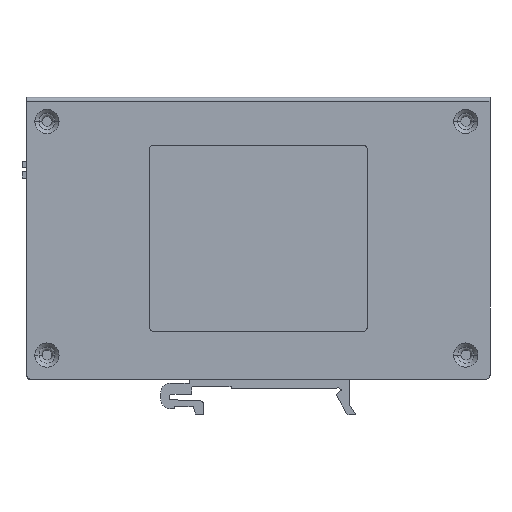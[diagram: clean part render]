
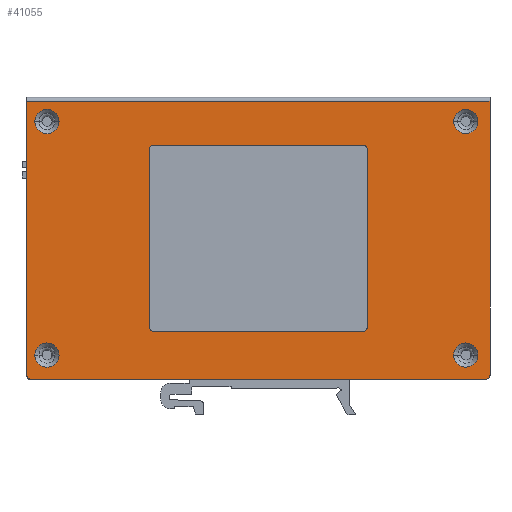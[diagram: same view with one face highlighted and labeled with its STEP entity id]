
A CAD part, left-side view. The second image highlights one B-rep face of the part: STEP entity #41055.
In plain terms, the highlighted planar face has unit normal (-1, 0, 0).
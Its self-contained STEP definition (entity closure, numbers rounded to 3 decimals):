
#39470=DIRECTION('',(0.,-1.,0.));
#39471=VECTOR('',#39470,113.);
#39472=CARTESIAN_POINT('',(-29.15,56.,-34.9));
#39473=LINE('',#39472,#39471);
#39474=CARTESIAN_POINT('',(-29.15,56.,-33.9));
#39475=DIRECTION('',(-1.,0.,0.));
#39476=DIRECTION('',(0.,1.,0.));
#39477=AXIS2_PLACEMENT_3D('',#39474,#39475,#39476);
#39479=DIRECTION('',(0.,0.,-1.));
#39480=VECTOR('',#39479,68.);
#39481=CARTESIAN_POINT('',(-29.15,57.,34.1));
#39482=LINE('',#39481,#39480);
#39483=DIRECTION('',(0.,0.,1.));
#39484=VECTOR('',#39483,68.);
#39485=CARTESIAN_POINT('',(-29.15,-58.,-33.9));
#39486=LINE('',#39485,#39484);
#39487=CARTESIAN_POINT('',(-29.15,-57.,-33.9));
#39488=DIRECTION('',(-1.,0.,0.));
#39489=DIRECTION('',(0.,0.,-1.));
#39490=AXIS2_PLACEMENT_3D('',#39487,#39488,#39489);
#39492=CARTESIAN_POINT('',(-29.15,52.,-28.9));
#39493=DIRECTION('',(1.,0.,0.));
#39494=DIRECTION('',(0.,1.,0.));
#39495=AXIS2_PLACEMENT_3D('',#39492,#39493,#39494);
#39497=CARTESIAN_POINT('',(-29.15,52.,-28.9));
#39498=DIRECTION('',(1.,0.,0.));
#39499=DIRECTION('',(0.,-1.,0.));
#39500=AXIS2_PLACEMENT_3D('',#39497,#39498,#39499);
#39502=CARTESIAN_POINT('',(-29.15,52.,29.1));
#39503=DIRECTION('',(1.,0.,0.));
#39504=DIRECTION('',(0.,1.,0.));
#39505=AXIS2_PLACEMENT_3D('',#39502,#39503,#39504);
#39507=CARTESIAN_POINT('',(-29.15,52.,29.1));
#39508=DIRECTION('',(1.,0.,0.));
#39509=DIRECTION('',(0.,-1.,0.));
#39510=AXIS2_PLACEMENT_3D('',#39507,#39508,#39509);
#39512=CARTESIAN_POINT('',(-29.15,-52.,29.1));
#39513=DIRECTION('',(1.,0.,0.));
#39514=DIRECTION('',(0.,1.,0.));
#39515=AXIS2_PLACEMENT_3D('',#39512,#39513,#39514);
#39517=CARTESIAN_POINT('',(-29.15,-52.,29.1));
#39518=DIRECTION('',(1.,0.,0.));
#39519=DIRECTION('',(0.,-1.,0.));
#39520=AXIS2_PLACEMENT_3D('',#39517,#39518,#39519);
#39522=CARTESIAN_POINT('',(-29.15,-52.,-28.9));
#39523=DIRECTION('',(1.,0.,0.));
#39524=DIRECTION('',(0.,1.,0.));
#39525=AXIS2_PLACEMENT_3D('',#39522,#39523,#39524);
#39527=CARTESIAN_POINT('',(-29.15,-52.,-28.9));
#39528=DIRECTION('',(1.,0.,0.));
#39529=DIRECTION('',(0.,-1.,0.));
#39530=AXIS2_PLACEMENT_3D('',#39527,#39528,#39529);
#39532=CARTESIAN_POINT('',(-29.15,-26.4,22.));
#39533=DIRECTION('',(1.,0.,0.));
#39534=DIRECTION('',(0.,0.,1.));
#39535=AXIS2_PLACEMENT_3D('',#39532,#39533,#39534);
#39537=DIRECTION('',(0.,-1.,0.));
#39538=VECTOR('',#39537,51.8);
#39539=CARTESIAN_POINT('',(-29.15,25.4,23.2));
#39540=LINE('',#39539,#39538);
#39541=CARTESIAN_POINT('',(-29.15,25.4,22.));
#39542=DIRECTION('',(1.,0.,0.));
#39543=DIRECTION('',(0.,1.,0.));
#39544=AXIS2_PLACEMENT_3D('',#39541,#39542,#39543);
#39546=DIRECTION('',(0.,0.,1.));
#39547=VECTOR('',#39546,43.8);
#39548=CARTESIAN_POINT('',(-29.15,26.6,-21.8));
#39549=LINE('',#39548,#39547);
#39550=CARTESIAN_POINT('',(-29.15,25.4,-21.8));
#39551=DIRECTION('',(1.,0.,0.));
#39552=DIRECTION('',(0.,0.,-1.));
#39553=AXIS2_PLACEMENT_3D('',#39550,#39551,#39552);
#39555=DIRECTION('',(0.,1.,0.));
#39556=VECTOR('',#39555,51.8);
#39557=CARTESIAN_POINT('',(-29.15,-26.4,-23.));
#39558=LINE('',#39557,#39556);
#39559=CARTESIAN_POINT('',(-29.15,-26.4,-21.8));
#39560=DIRECTION('',(1.,0.,0.));
#39561=DIRECTION('',(0.,-1.,0.));
#39562=AXIS2_PLACEMENT_3D('',#39559,#39560,#39561);
#39564=DIRECTION('',(0.,0.,-1.));
#39565=VECTOR('',#39564,43.8);
#39566=CARTESIAN_POINT('',(-29.15,-27.6,22.));
#39567=LINE('',#39566,#39565);
#39584=DIRECTION('',(0.,-1.,0.));
#39585=VECTOR('',#39584,115.);
#39586=CARTESIAN_POINT('',(-29.15,57.,34.1));
#39587=LINE('',#39586,#39585);
#40168=CARTESIAN_POINT('',(-29.15,-58.,34.1));
#40169=VERTEX_POINT('',#40168);
#40178=CARTESIAN_POINT('',(-29.15,56.,-34.9));
#40179=CARTESIAN_POINT('',(-29.15,-57.,-34.9));
#40180=VERTEX_POINT('',#40178);
#40181=VERTEX_POINT('',#40179);
#40182=CARTESIAN_POINT('',(-29.15,57.,34.1));
#40183=VERTEX_POINT('',#40182);
#40194=CARTESIAN_POINT('',(-29.15,55.,-28.9));
#40195=CARTESIAN_POINT('',(-29.15,49.,-28.9));
#40196=VERTEX_POINT('',#40194);
#40197=VERTEX_POINT('',#40195);
#40198=CARTESIAN_POINT('',(-29.15,-58.,-33.9));
#40199=VERTEX_POINT('',#40198);
#40200=CARTESIAN_POINT('',(-29.15,57.,-33.9));
#40201=VERTEX_POINT('',#40200);
#40218=CARTESIAN_POINT('',(-29.15,55.,29.1));
#40219=CARTESIAN_POINT('',(-29.15,49.,29.1));
#40220=VERTEX_POINT('',#40218);
#40221=VERTEX_POINT('',#40219);
#40240=CARTESIAN_POINT('',(-29.15,-49.,29.1));
#40241=CARTESIAN_POINT('',(-29.15,-55.,29.1));
#40242=VERTEX_POINT('',#40240);
#40243=VERTEX_POINT('',#40241);
#40256=CARTESIAN_POINT('',(-29.15,-49.,-28.9));
#40257=CARTESIAN_POINT('',(-29.15,-55.,-28.9));
#40258=VERTEX_POINT('',#40256);
#40259=VERTEX_POINT('',#40257);
#40278=CARTESIAN_POINT('',(-29.15,-26.4,23.2));
#40279=CARTESIAN_POINT('',(-29.15,-27.6,22.));
#40280=VERTEX_POINT('',#40278);
#40281=VERTEX_POINT('',#40279);
#40300=CARTESIAN_POINT('',(-29.15,-27.6,-21.8));
#40301=VERTEX_POINT('',#40300);
#40302=CARTESIAN_POINT('',(-29.15,25.4,23.2));
#40303=VERTEX_POINT('',#40302);
#40328=CARTESIAN_POINT('',(-29.15,-26.4,-23.));
#40329=VERTEX_POINT('',#40328);
#40330=CARTESIAN_POINT('',(-29.15,26.6,22.));
#40331=VERTEX_POINT('',#40330);
#40356=CARTESIAN_POINT('',(-29.15,25.4,-23.));
#40357=VERTEX_POINT('',#40356);
#40360=CARTESIAN_POINT('',(-29.15,26.6,-21.8));
#40361=VERTEX_POINT('',#40360);
#40996=CARTESIAN_POINT('',(-29.15,-58.,34.1));
#40997=DIRECTION('',(1.,0.,0.));
#40998=DIRECTION('',(0.,-1.,0.));
#40999=AXIS2_PLACEMENT_3D('',#40996,#40997,#40998);
#41000=PLANE('',#40999);
#41002=ORIENTED_EDGE('',*,*,#41001,.F.);
#41004=ORIENTED_EDGE('',*,*,#41003,.F.);
#41005=ORIENTED_EDGE('',*,*,#40987,.F.);
#41007=ORIENTED_EDGE('',*,*,#41006,.T.);
#41008=ORIENTED_EDGE('',*,*,#40563,.F.);
#41010=ORIENTED_EDGE('',*,*,#41009,.F.);
#41011=EDGE_LOOP('',(#41002,#41004,#41005,#41007,#41008,#41010));
#41012=FACE_OUTER_BOUND('',#41011,.F.);
#41014=ORIENTED_EDGE('',*,*,#41013,.F.);
#41016=ORIENTED_EDGE('',*,*,#41015,.F.);
#41017=EDGE_LOOP('',(#41014,#41016));
#41018=FACE_BOUND('',#41017,.F.);
#41020=ORIENTED_EDGE('',*,*,#41019,.F.);
#41022=ORIENTED_EDGE('',*,*,#41021,.F.);
#41023=EDGE_LOOP('',(#41020,#41022));
#41024=FACE_BOUND('',#41023,.F.);
#41026=ORIENTED_EDGE('',*,*,#41025,.F.);
#41028=ORIENTED_EDGE('',*,*,#41027,.F.);
#41029=EDGE_LOOP('',(#41026,#41028));
#41030=FACE_BOUND('',#41029,.F.);
#41032=ORIENTED_EDGE('',*,*,#41031,.F.);
#41034=ORIENTED_EDGE('',*,*,#41033,.F.);
#41035=EDGE_LOOP('',(#41032,#41034));
#41036=FACE_BOUND('',#41035,.F.);
#41038=ORIENTED_EDGE('',*,*,#41037,.F.);
#41040=ORIENTED_EDGE('',*,*,#41039,.F.);
#41042=ORIENTED_EDGE('',*,*,#41041,.F.);
#41044=ORIENTED_EDGE('',*,*,#41043,.F.);
#41046=ORIENTED_EDGE('',*,*,#41045,.F.);
#41048=ORIENTED_EDGE('',*,*,#41047,.F.);
#41050=ORIENTED_EDGE('',*,*,#41049,.F.);
#41052=ORIENTED_EDGE('',*,*,#41051,.F.);
#41053=EDGE_LOOP('',(#41038,#41040,#41042,#41044,#41046,#41048,#41050,#41052));
#41054=FACE_BOUND('',#41053,.F.);
#41055=ADVANCED_FACE('',(#41012,#41018,#41024,#41030,#41036,#41054),#41000,.F.);
#39478=CIRCLE('',#39477,1.);
#39491=CIRCLE('',#39490,1.);
#39496=CIRCLE('',#39495,3.);
#39501=CIRCLE('',#39500,3.);
#39506=CIRCLE('',#39505,3.);
#39511=CIRCLE('',#39510,3.);
#39516=CIRCLE('',#39515,3.);
#39521=CIRCLE('',#39520,3.);
#39526=CIRCLE('',#39525,3.);
#39531=CIRCLE('',#39530,3.);
#39536=CIRCLE('',#39535,1.2);
#39545=CIRCLE('',#39544,1.2);
#39554=CIRCLE('',#39553,1.2);
#39563=CIRCLE('',#39562,1.2);
#40563=EDGE_CURVE('',#40199,#40169,#39486,.T.);
#40987=EDGE_CURVE('',#40183,#40201,#39482,.T.);
#41001=EDGE_CURVE('',#40180,#40181,#39473,.T.);
#41003=EDGE_CURVE('',#40201,#40180,#39478,.T.);
#41006=EDGE_CURVE('',#40183,#40169,#39587,.T.);
#41009=EDGE_CURVE('',#40181,#40199,#39491,.T.);
#41013=EDGE_CURVE('',#40196,#40197,#39496,.T.);
#41015=EDGE_CURVE('',#40197,#40196,#39501,.T.);
#41019=EDGE_CURVE('',#40220,#40221,#39506,.T.);
#41021=EDGE_CURVE('',#40221,#40220,#39511,.T.);
#41025=EDGE_CURVE('',#40242,#40243,#39516,.T.);
#41027=EDGE_CURVE('',#40243,#40242,#39521,.T.);
#41031=EDGE_CURVE('',#40258,#40259,#39526,.T.);
#41033=EDGE_CURVE('',#40259,#40258,#39531,.T.);
#41037=EDGE_CURVE('',#40280,#40281,#39536,.T.);
#41039=EDGE_CURVE('',#40303,#40280,#39540,.T.);
#41041=EDGE_CURVE('',#40331,#40303,#39545,.T.);
#41043=EDGE_CURVE('',#40361,#40331,#39549,.T.);
#41045=EDGE_CURVE('',#40357,#40361,#39554,.T.);
#41047=EDGE_CURVE('',#40329,#40357,#39558,.T.);
#41049=EDGE_CURVE('',#40301,#40329,#39563,.T.);
#41051=EDGE_CURVE('',#40281,#40301,#39567,.T.);
